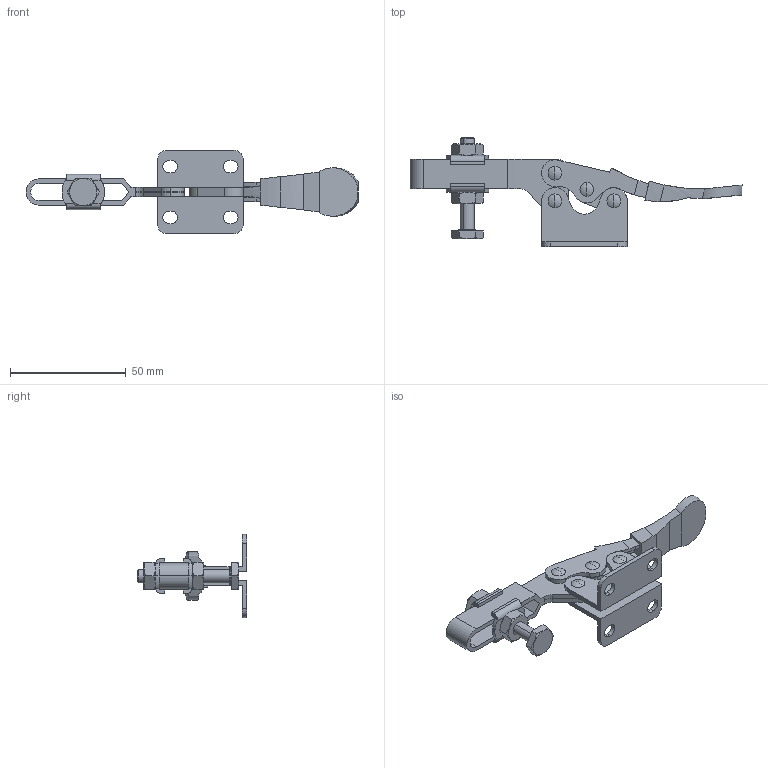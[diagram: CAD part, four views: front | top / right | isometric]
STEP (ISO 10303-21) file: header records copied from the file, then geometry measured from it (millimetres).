
FILE_DESCRIPTION (( 'STEP AP214' ), '1' );
FILE_NAME ('GH-201-BSS(Â²¤Æ)-1.STEP', '2020-07-17T07:38:30', ( 'LinWei' ), ( '' ), 'SwSTEP 2.0', 'SolidWorks 2016', '' );
FILE_SCHEMA (( 'AUTOMOTIVE_DESIGN' ));
Length unit declared in the file: millimetre
Products named in the file (6): 1201B05-1^GH-201-BSS(簡化)-1; Group6^GH-201-BSS(簡化)-1; Group1^GH-201-BSS(簡化)-1; GH-201-BSS(簡化)-1; Group6^GH-201-BSS(簡化); 1201B08-1^GH-201-BSS(簡化)-1
Assembly tree (5 placements, depth 2):
  GH-201-BSS(簡化)-1
    Group1^GH-201-BSS(簡化)-1
    Group6^GH-201-BSS(簡化)-1
    1201B05-1^GH-201-BSS(簡化)-1
    1201B08-1^GH-201-BSS(簡化)-1
    Group6^GH-201-BSS(簡化)
Bounding box: 143.52 x 47.28 x 36 mm (x, y, z)
Volume: 18949.5 mm3; surface area: 18397.4 mm2
Topology: 5 solids, 5 shells, 259 faces, 684 edges, 452 vertices
Faces by surface type: plane 120, cylinder 114, cone 12, sphere 8, bspline 3, torus 2
Entity records: 9694 total; most frequent: CARTESIAN_POINT 2021, ORIENTED_EDGE 1368, DIRECTION 1351, EDGE_CURVE 684, AXIS2_PLACEMENT_3D 500, VERTEX_POINT 452, LINE 351, VECTOR 351
